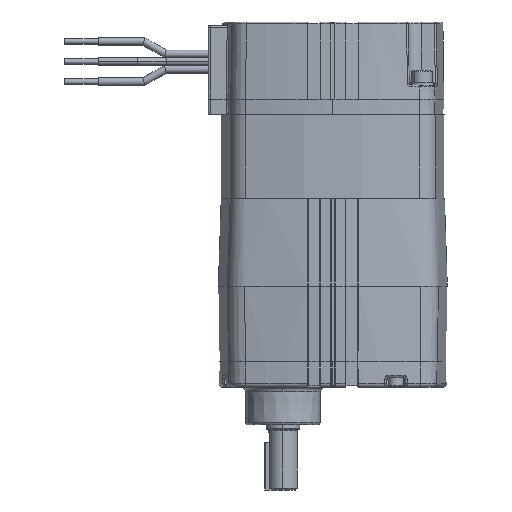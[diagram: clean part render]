
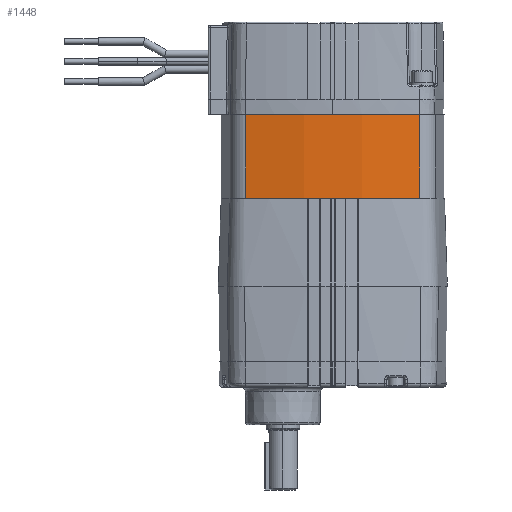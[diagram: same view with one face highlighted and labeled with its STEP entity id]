
A CAD part, left-side view. The second image highlights one B-rep face of the part: STEP entity #1448.
In plain terms, the highlighted cylindrical face has radius 147.574 mm (diameter 295.148 mm), a partial arc.
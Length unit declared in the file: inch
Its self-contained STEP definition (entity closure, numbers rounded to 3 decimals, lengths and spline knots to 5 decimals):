
#1448 = ADVANCED_FACE ( 'NONE', ( #9566 ), #9575, .T. ) ;
#2078 = EDGE_CURVE ( 'NONE', #8371, #8283, #16103, .T. ) ;
#2094 = EDGE_CURVE ( 'NONE', #8373, #8365, #16126, .T. ) ;
#2096 = EDGE_CURVE ( 'NONE', #8283, #8365, #16129, .T. ) ;
#2097 = EDGE_CURVE ( 'NONE', #8371, #8373, #16130, .T. ) ;
#2571 = EDGE_LOOP ( 'NONE', ( #2812, #2813, #2814, #2815 ) ) ;
#2812 = ORIENTED_EDGE ( 'NONE', *, *, #2096, .F. ) ;
#2813 = ORIENTED_EDGE ( 'NONE', *, *, #2078, .F. ) ;
#2814 = ORIENTED_EDGE ( 'NONE', *, *, #2097, .T. ) ;
#2815 = ORIENTED_EDGE ( 'NONE', *, *, #2094, .T. ) ;
#8283 = VERTEX_POINT ( 'NONE', #29849 ) ;
#8365 = VERTEX_POINT ( 'NONE', #29931 ) ;
#8371 = VERTEX_POINT ( 'NONE', #29937 ) ;
#8373 = VERTEX_POINT ( 'NONE', #29939 ) ;
#9566 = FACE_OUTER_BOUND ( 'NONE', #2571, .T. ) ;
#9575 = CYLINDRICAL_SURFACE ( 'NONE', #13748, 5.81 ) ;
#13624 = DIRECTION ( 'NONE',  ( 1., 0., 0. ) ) ;
#13626 = DIRECTION ( 'NONE',  ( 0., 0., 1. ) ) ;
#13628 = CARTESIAN_POINT ( 'NONE',  ( 4.13, 0., -1.25 ) ) ;
#13748 = AXIS2_PLACEMENT_3D ( 'NONE', #13628, #13626, #13624 ) ;
#14088 = AXIS2_PLACEMENT_3D ( 'NONE', #21434, #21435, #21436 ) ;
#14089 = AXIS2_PLACEMENT_3D ( 'NONE', #21437, #21438, #21439 ) ;
#16103 = LINE ( 'NONE', #21384, #16107 ) ;
#16107 = VECTOR ( 'NONE', #21381, 39.37008 ) ;
#16126 = LINE ( 'NONE', #21421, #16128 ) ;
#16128 = VECTOR ( 'NONE', #21422, 39.37008 ) ;
#16129 = CIRCLE ( 'NONE', #14088, 5.81 ) ;
#16130 = CIRCLE ( 'NONE', #14089, 5.81 ) ;
#21381 = DIRECTION ( 'NONE',  ( 0., 0., 1. ) ) ;
#21384 = CARTESIAN_POINT ( 'NONE',  ( -1.53271, 1.29993, -1.25 ) ) ;
#21421 = CARTESIAN_POINT ( 'NONE',  ( -1.53271, -1.29993, -1.25 ) ) ;
#21422 = DIRECTION ( 'NONE',  ( 0., 0., 1. ) ) ;
#21434 = CARTESIAN_POINT ( 'NONE',  ( 4.13, 0., 0. ) ) ;
#21435 = DIRECTION ( 'NONE',  ( 0., 0., 1. ) ) ;
#21436 = DIRECTION ( 'NONE',  ( 1., 0., 0. ) ) ;
#21437 = CARTESIAN_POINT ( 'NONE',  ( 4.13, 0., -1.25 ) ) ;
#21438 = DIRECTION ( 'NONE',  ( 0., 0., 1. ) ) ;
#21439 = DIRECTION ( 'NONE',  ( 1., 0., 0. ) ) ;
#29849 = CARTESIAN_POINT ( 'NONE',  ( -1.53271, 1.29993, 0. ) ) ;
#29931 = CARTESIAN_POINT ( 'NONE',  ( -1.53271, -1.29993, 0. ) ) ;
#29937 = CARTESIAN_POINT ( 'NONE',  ( -1.53271, 1.29993, -1.25 ) ) ;
#29939 = CARTESIAN_POINT ( 'NONE',  ( -1.53271, -1.29993, -1.25 ) ) ;
